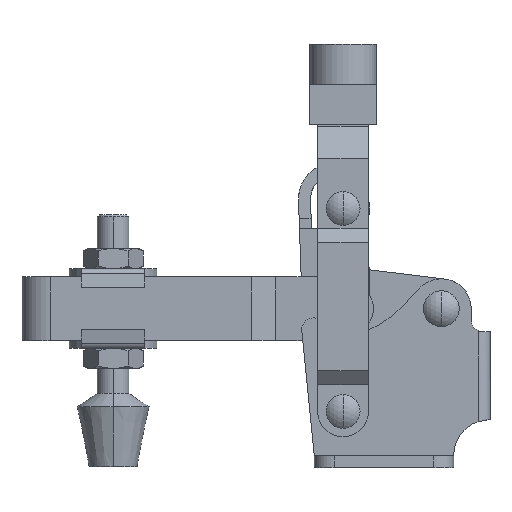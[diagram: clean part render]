
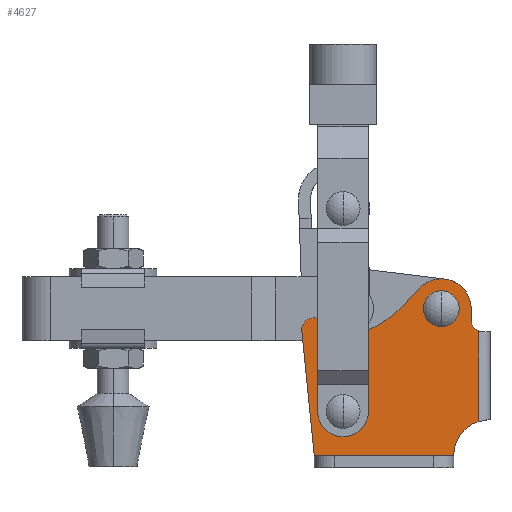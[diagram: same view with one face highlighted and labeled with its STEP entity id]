
A CAD part, top view. The second image highlights one B-rep face of the part: STEP entity #4627.
In plain terms, the highlighted planar face has unit normal (0, 0, 1).
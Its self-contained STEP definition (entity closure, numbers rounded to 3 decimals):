
#137 = AXIS2_PLACEMENT_3D ( 'NONE', #7949, #9774, #4297 ) ;
#236 = VERTEX_POINT ( 'NONE', #8505 ) ;
#294 = CARTESIAN_POINT ( 'NONE',  ( -12.2, 39.8, 6. ) ) ;
#343 = CARTESIAN_POINT ( 'NONE',  ( -0.1, 3., 6. ) ) ;
#365 = LINE ( 'NONE', #11507, #2727 ) ;
#386 = ORIENTED_EDGE ( 'NONE', *, *, #9402, .T. ) ;
#409 = ORIENTED_EDGE ( 'NONE', *, *, #8178, .F. ) ;
#508 = DIRECTION ( 'NONE',  ( 0., 0., -1. ) ) ;
#510 = CARTESIAN_POINT ( 'NONE',  ( -36.8, 14.1, 6. ) ) ;
#685 = EDGE_CURVE ( 'NONE', #5672, #4993, #5871, .T. ) ;
#764 = CIRCLE ( 'NONE', #2101, 2. ) ;
#925 = FACE_BOUND ( 'NONE', #6448, .T. ) ;
#969 = CARTESIAN_POINT ( 'NONE',  ( -3., 34.296, 6. ) ) ;
#994 = CARTESIAN_POINT ( 'NONE',  ( -44.14, 34.5, 6. ) ) ;
#1171 = AXIS2_PLACEMENT_3D ( 'NONE', #7554, #2077, #8459 ) ;
#1209 = DIRECTION ( 'NONE',  ( 1., 0., 0. ) ) ;
#1252 = DIRECTION ( 'NONE',  ( 1., 0., 0. ) ) ;
#1425 = DIRECTION ( 'NONE',  ( 1., 0., 0. ) ) ;
#1519 = CARTESIAN_POINT ( 'NONE',  ( -41.696, 36.239, 6. ) ) ;
#1528 = VERTEX_POINT ( 'NONE', #6846 ) ;
#1567 = PLANE ( 'NONE',  #137 ) ;
#1635 = CIRCLE ( 'NONE', #10928, 3. ) ;
#1741 = DIRECTION ( 'NONE',  ( 0.1, -0.995, 0. ) ) ;
#1874 = DIRECTION ( 'NONE',  ( 1., 0., 0. ) ) ;
#2077 = DIRECTION ( 'NONE',  ( 0., 0., -1. ) ) ;
#2101 = AXIS2_PLACEMENT_3D ( 'NONE', #510, #6873, #1425 ) ;
#2480 = CARTESIAN_POINT ( 'NONE',  ( -34.8, 14.1, 6. ) ) ;
#2502 = ORIENTED_EDGE ( 'NONE', *, *, #685, .T. ) ;
#2533 = EDGE_CURVE ( 'NONE', #7561, #3689, #6013, .T. ) ;
#2606 = AXIS2_PLACEMENT_3D ( 'NONE', #5947, #508, #6871 ) ;
#2609 = CIRCLE ( 'NONE', #5546, 9. ) ;
#2620 = ORIENTED_EDGE ( 'NONE', *, *, #4068, .F. ) ;
#2622 = ORIENTED_EDGE ( 'NONE', *, *, #2812, .F. ) ;
#2628 = CARTESIAN_POINT ( 'NONE',  ( -36.8, 14.1, 6. ) ) ;
#2727 = VECTOR ( 'NONE', #5134, 1000. ) ;
#2812 = EDGE_CURVE ( 'NONE', #7284, #10876, #7162, .T. ) ;
#2898 = VERTEX_POINT ( 'NONE', #2480 ) ;
#2915 = VERTEX_POINT ( 'NONE', #7125 ) ;
#3068 = AXIS2_PLACEMENT_3D ( 'NONE', #9742, #4263, #10652 ) ;
#3104 = CARTESIAN_POINT ( 'NONE',  ( -44.14, 34.5, 6. ) ) ;
#3128 = EDGE_CURVE ( 'NONE', #8058, #7561, #9265, .T. ) ;
#3171 = ORIENTED_EDGE ( 'NONE', *, *, #10897, .T. ) ;
#3204 = ORIENTED_EDGE ( 'NONE', *, *, #11681, .T. ) ;
#3253 = DIRECTION ( 'NONE',  ( 0., 0., -1. ) ) ;
#3535 = DIRECTION ( 'NONE',  ( 1., 0., 0. ) ) ;
#3548 = ORIENTED_EDGE ( 'NONE', *, *, #11643, .T. ) ;
#3579 = DIRECTION ( 'NONE',  ( -0.691, -0.723, 0. ) ) ;
#3660 = VERTEX_POINT ( 'NONE', #7201 ) ;
#3689 = VERTEX_POINT ( 'NONE', #4503 ) ;
#3705 = AXIS2_PLACEMENT_3D ( 'NONE', #294, #6666, #1209 ) ;
#3740 = VERTEX_POINT ( 'NONE', #10047 ) ;
#3754 = ORIENTED_EDGE ( 'NONE', *, *, #2533, .T. ) ;
#3938 = CIRCLE ( 'NONE', #3068, 4.5 ) ;
#3946 = ORIENTED_EDGE ( 'NONE', *, *, #5434, .T. ) ;
#3963 = AXIS2_PLACEMENT_3D ( 'NONE', #994, #7365, #1874 ) ;
#4016 = DIRECTION ( 'NONE',  ( 1., 0., 0. ) ) ;
#4068 = EDGE_CURVE ( 'NONE', #8918, #5444, #365, .T. ) ;
#4162 = DIRECTION ( 'NONE',  ( 0., 0., 1. ) ) ;
#4181 = ORIENTED_EDGE ( 'NONE', *, *, #9682, .T. ) ;
#4263 = DIRECTION ( 'NONE',  ( 0., 0., 1. ) ) ;
#4297 = DIRECTION ( 'NONE',  ( 1., 0., 0. ) ) ;
#4439 = EDGE_CURVE ( 'NONE', #3689, #236, #1635, .T. ) ;
#4503 = CARTESIAN_POINT ( 'NONE',  ( -47.14, 34.5, 6. ) ) ;
#4511 = AXIS2_PLACEMENT_3D ( 'NONE', #8713, #3253, #9641 ) ;
#4627 = ADVANCED_FACE ( 'NONE', ( #5442, #8177, #925 ), #1567, .T. ) ;
#4677 = ORIENTED_EDGE ( 'NONE', *, *, #4439, .T. ) ;
#4993 = VERTEX_POINT ( 'NONE', #8288 ) ;
#5134 = DIRECTION ( 'NONE',  ( 0., -1., 0. ) ) ;
#5177 = EDGE_CURVE ( 'NONE', #3660, #2898, #764, .T. ) ;
#5360 = CARTESIAN_POINT ( 'NONE',  ( -44., 3., 6. ) ) ;
#5434 = EDGE_CURVE ( 'NONE', #236, #1528, #9447, .T. ) ;
#5442 = FACE_BOUND ( 'NONE', #5779, .T. ) ;
#5444 = VERTEX_POINT ( 'NONE', #10816 ) ;
#5546 = AXIS2_PLACEMENT_3D ( 'NONE', #343, #6703, #1252 ) ;
#5672 = VERTEX_POINT ( 'NONE', #7574 ) ;
#5779 = EDGE_LOOP ( 'NONE', ( #2622, #6812 ) ) ;
#5871 = LINE ( 'NONE', #9091, #8289 ) ;
#5918 = VECTOR ( 'NONE', #7219, 1000. ) ;
#5947 = CARTESIAN_POINT ( 'NONE',  ( -40.3, 57.44, 6. ) ) ;
#6013 = CIRCLE ( 'NONE', #3963, 3. ) ;
#6448 = EDGE_LOOP ( 'NONE', ( #409, #7633 ) ) ;
#6666 = DIRECTION ( 'NONE',  ( 0., 0., 1. ) ) ;
#6698 = EDGE_LOOP ( 'NONE', ( #2620, #4181, #8620, #3548, #2502, #3171, #7800, #3754, #4677, #3946, #386, #3204 ) ) ;
#6703 = DIRECTION ( 'NONE',  ( 0., 0., -1. ) ) ;
#6801 = CARTESIAN_POINT ( 'NONE',  ( -12.2, 35.3, 6. ) ) ;
#6812 = ORIENTED_EDGE ( 'NONE', *, *, #10522, .F. ) ;
#6846 = CARTESIAN_POINT ( 'NONE',  ( -44., 3., 6. ) ) ;
#6871 = DIRECTION ( 'NONE',  ( 1., 0., 0. ) ) ;
#6873 = DIRECTION ( 'NONE',  ( 0., 0., 1. ) ) ;
#6922 = VECTOR ( 'NONE', #9795, 1000. ) ;
#7032 = VECTOR ( 'NONE', #1741, 1000. ) ;
#7085 = VERTEX_POINT ( 'NONE', #7403 ) ;
#7125 = CARTESIAN_POINT ( 'NONE',  ( -9.1, 3., 6. ) ) ;
#7162 = CIRCLE ( 'NONE', #8655, 4.5 ) ;
#7201 = CARTESIAN_POINT ( 'NONE',  ( -38.8, 14.1, 6. ) ) ;
#7219 = DIRECTION ( 'NONE',  ( 0., 1., 0. ) ) ;
#7284 = VERTEX_POINT ( 'NONE', #8593 ) ;
#7365 = DIRECTION ( 'NONE',  ( 0., 0., 1. ) ) ;
#7403 = CARTESIAN_POINT ( 'NONE',  ( -4.7, 37., 6. ) ) ;
#7554 = CARTESIAN_POINT ( 'NONE',  ( -1.7, 37., 6. ) ) ;
#7561 = VERTEX_POINT ( 'NONE', #1519 ) ;
#7574 = CARTESIAN_POINT ( 'NONE',  ( -17.62, 44.984, 6. ) ) ;
#7633 = ORIENTED_EDGE ( 'NONE', *, *, #5177, .F. ) ;
#7800 = ORIENTED_EDGE ( 'NONE', *, *, #3128, .T. ) ;
#7949 = CARTESIAN_POINT ( 'NONE',  ( -12.2, 39.8, 6. ) ) ;
#8000 = CARTESIAN_POINT ( 'NONE',  ( -44., 3., 6. ) ) ;
#8058 = VERTEX_POINT ( 'NONE', #10655 ) ;
#8091 = CARTESIAN_POINT ( 'NONE',  ( -4.7, 39.8, 6. ) ) ;
#8099 = AXIS2_PLACEMENT_3D ( 'NONE', #2628, #9015, #3535 ) ;
#8177 = FACE_OUTER_BOUND ( 'NONE', #6698, .T. ) ;
#8178 = EDGE_CURVE ( 'NONE', #2898, #3660, #10781, .T. ) ;
#8288 = CARTESIAN_POINT ( 'NONE',  ( -22.232, 40.161, 6. ) ) ;
#8289 = VECTOR ( 'NONE', #3579, 1000. ) ;
#8337 = LINE ( 'NONE', #8091, #5918 ) ;
#8459 = DIRECTION ( 'NONE',  ( 1., 0., 0. ) ) ;
#8505 = CARTESIAN_POINT ( 'NONE',  ( -47.125, 34.201, 6. ) ) ;
#8593 = CARTESIAN_POINT ( 'NONE',  ( -12.2, 44.3, 6. ) ) ;
#8620 = ORIENTED_EDGE ( 'NONE', *, *, #8830, .T. ) ;
#8655 = AXIS2_PLACEMENT_3D ( 'NONE', #9634, #4162, #10535 ) ;
#8713 = CARTESIAN_POINT ( 'NONE',  ( -35.585, 40.587, 6. ) ) ;
#8830 = EDGE_CURVE ( 'NONE', #7085, #3740, #8337, .T. ) ;
#8918 = VERTEX_POINT ( 'NONE', #969 ) ;
#9015 = DIRECTION ( 'NONE',  ( 0., 0., 1. ) ) ;
#9091 = CARTESIAN_POINT ( 'NONE',  ( -17.62, 44.984, 6. ) ) ;
#9265 = CIRCLE ( 'NONE', #4511, 7.5 ) ;
#9402 = EDGE_CURVE ( 'NONE', #1528, #2915, #11453, .T. ) ;
#9447 = LINE ( 'NONE', #5360, #7032 ) ;
#9512 = DIRECTION ( 'NONE',  ( 0., 0., 1. ) ) ;
#9634 = CARTESIAN_POINT ( 'NONE',  ( -12.2, 39.8, 6. ) ) ;
#9641 = DIRECTION ( 'NONE',  ( 1., 0., 0. ) ) ;
#9682 = EDGE_CURVE ( 'NONE', #8918, #7085, #10590, .T. ) ;
#9742 = CARTESIAN_POINT ( 'NONE',  ( -12.2, 39.8, 6. ) ) ;
#9774 = DIRECTION ( 'NONE',  ( 0., 0., 1. ) ) ;
#9795 = DIRECTION ( 'NONE',  ( 1., 0., 0. ) ) ;
#9893 = CIRCLE ( 'NONE', #3705, 7.5 ) ;
#10047 = CARTESIAN_POINT ( 'NONE',  ( -4.7, 39.8, 6. ) ) ;
#10054 = CIRCLE ( 'NONE', #2606, 25. ) ;
#10522 = EDGE_CURVE ( 'NONE', #10876, #7284, #3938, .T. ) ;
#10535 = DIRECTION ( 'NONE',  ( 1., 0., 0. ) ) ;
#10590 = CIRCLE ( 'NONE', #1171, 3. ) ;
#10652 = DIRECTION ( 'NONE',  ( 1., 0., 0. ) ) ;
#10655 = CARTESIAN_POINT ( 'NONE',  ( -33.564, 33.365, 6. ) ) ;
#10781 = CIRCLE ( 'NONE', #8099, 2. ) ;
#10816 = CARTESIAN_POINT ( 'NONE',  ( -3., 11.52, 6. ) ) ;
#10876 = VERTEX_POINT ( 'NONE', #6801 ) ;
#10897 = EDGE_CURVE ( 'NONE', #4993, #8058, #10054, .T. ) ;
#10928 = AXIS2_PLACEMENT_3D ( 'NONE', #3104, #9512, #4016 ) ;
#11453 = LINE ( 'NONE', #8000, #6922 ) ;
#11507 = CARTESIAN_POINT ( 'NONE',  ( -3., 47.3, 6. ) ) ;
#11643 = EDGE_CURVE ( 'NONE', #3740, #5672, #9893, .T. ) ;
#11681 = EDGE_CURVE ( 'NONE', #2915, #5444, #2609, .T. ) ;
